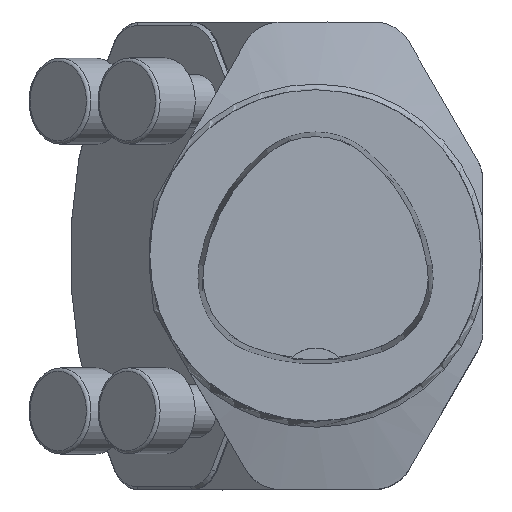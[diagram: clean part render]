
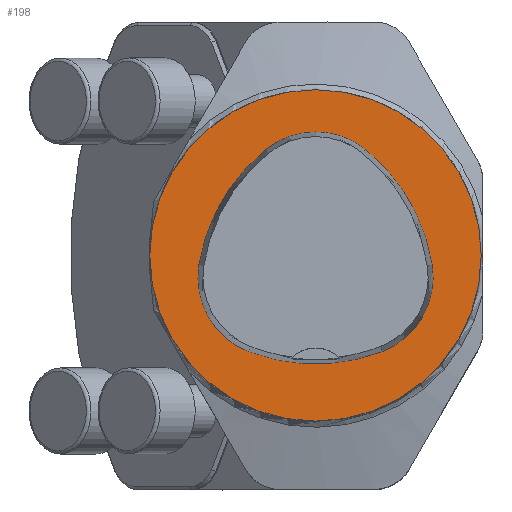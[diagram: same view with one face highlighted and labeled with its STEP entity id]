
A CAD part, top view. The second image highlights one B-rep face of the part: STEP entity #198.
In plain terms, the highlighted planar face has unit normal (0, 0, 1).
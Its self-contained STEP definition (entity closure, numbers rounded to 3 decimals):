
#41=PLANE('',#1502);
#198=ADVANCED_FACE('',(#379,#380),#41,.T.);
#307=CIRCLE('',#1474,25.);
#308=CIRCLE('',#1480,28.);
#310=CIRCLE('',#1483,12.);
#312=CIRCLE('',#1486,28.);
#314=CIRCLE('',#1489,12.);
#318=CIRCLE('',#1494,28.);
#320=CIRCLE('',#1497,12.);
#379=FACE_BOUND('',#431,.T.);
#380=FACE_BOUND('',#432,.T.);
#431=EDGE_LOOP('',(#606,#607,#608,#609,#610,#611));
#432=EDGE_LOOP('',(#612));
#606=ORIENTED_EDGE('',*,*,#1111,.T.);
#607=ORIENTED_EDGE('',*,*,#1091,.T.);
#608=ORIENTED_EDGE('',*,*,#1095,.T.);
#609=ORIENTED_EDGE('',*,*,#1098,.T.);
#610=ORIENTED_EDGE('',*,*,#1101,.T.);
#611=ORIENTED_EDGE('',*,*,#1109,.T.);
#612=ORIENTED_EDGE('',*,*,#1082,.F.);
#949=VERTEX_POINT('',#2113);
#958=VERTEX_POINT('',#2132);
#959=VERTEX_POINT('',#2133);
#962=VERTEX_POINT('',#2141);
#964=VERTEX_POINT('',#2147);
#966=VERTEX_POINT('',#2153);
#973=VERTEX_POINT('',#2174);
#1082=EDGE_CURVE('',#949,#949,#307,.T.);
#1091=EDGE_CURVE('',#958,#959,#308,.T.);
#1095=EDGE_CURVE('',#959,#962,#310,.T.);
#1098=EDGE_CURVE('',#962,#964,#312,.T.);
#1101=EDGE_CURVE('',#964,#966,#314,.T.);
#1109=EDGE_CURVE('',#966,#973,#318,.T.);
#1111=EDGE_CURVE('',#973,#958,#320,.T.);
#1474=AXIS2_PLACEMENT_3D('',#2112,#1666,#1667);
#1480=AXIS2_PLACEMENT_3D('',#2131,#1682,#1683);
#1483=AXIS2_PLACEMENT_3D('',#2140,#1690,#1691);
#1486=AXIS2_PLACEMENT_3D('',#2146,#1697,#1698);
#1489=AXIS2_PLACEMENT_3D('',#2152,#1704,#1705);
#1494=AXIS2_PLACEMENT_3D('',#2175,#1716,#1717);
#1497=AXIS2_PLACEMENT_3D('',#2178,#1722,#1723);
#1502=AXIS2_PLACEMENT_3D('',#2183,#1732,#1733);
#1666=DIRECTION('',(0.,0.,-1.));
#1667=DIRECTION('',(-1.,0.,0.));
#1682=DIRECTION('',(0.,0.,-1.));
#1683=DIRECTION('',(-1.,0.,0.));
#1690=DIRECTION('',(0.,0.,-1.));
#1691=DIRECTION('',(-1.,0.,0.));
#1697=DIRECTION('',(0.,0.,-1.));
#1698=DIRECTION('',(-1.,0.,0.));
#1704=DIRECTION('',(0.,0.,-1.));
#1705=DIRECTION('',(-1.,0.,0.));
#1716=DIRECTION('',(0.,0.,-1.));
#1717=DIRECTION('',(-1.,0.,0.));
#1722=DIRECTION('',(0.,0.,-1.));
#1723=DIRECTION('',(-1.,0.,0.));
#1732=DIRECTION('',(0.,0.,1.));
#1733=DIRECTION('',(1.,0.,0.));
#2112=CARTESIAN_POINT('',(0.,0.,0.));
#2113=CARTESIAN_POINT('',(-25.,0.,0.));
#2131=CARTESIAN_POINT('',(10.068,-5.824,0.));
#2132=CARTESIAN_POINT('',(-17.584,-1.424,0.));
#2133=CARTESIAN_POINT('',(-7.531,15.953,0.));
#2140=CARTESIAN_POINT('',(0.011,6.62,0.));
#2141=CARTESIAN_POINT('',(7.567,15.942,0.));
#2146=CARTESIAN_POINT('',(-10.063,-5.81,0.));
#2147=CARTESIAN_POINT('',(17.59,-1.418,0.));
#2152=CARTESIAN_POINT('',(5.739,-3.3,0.));
#2153=CARTESIAN_POINT('',(10.05,-14.499,0.));
#2174=CARTESIAN_POINT('',(-10.025,-14.516,0.));
#2175=CARTESIAN_POINT('',(-0.01,11.631,0.));
#2178=CARTESIAN_POINT('',(-5.733,-3.31,0.));
#2183=CARTESIAN_POINT('',(0.,0.,0.));
